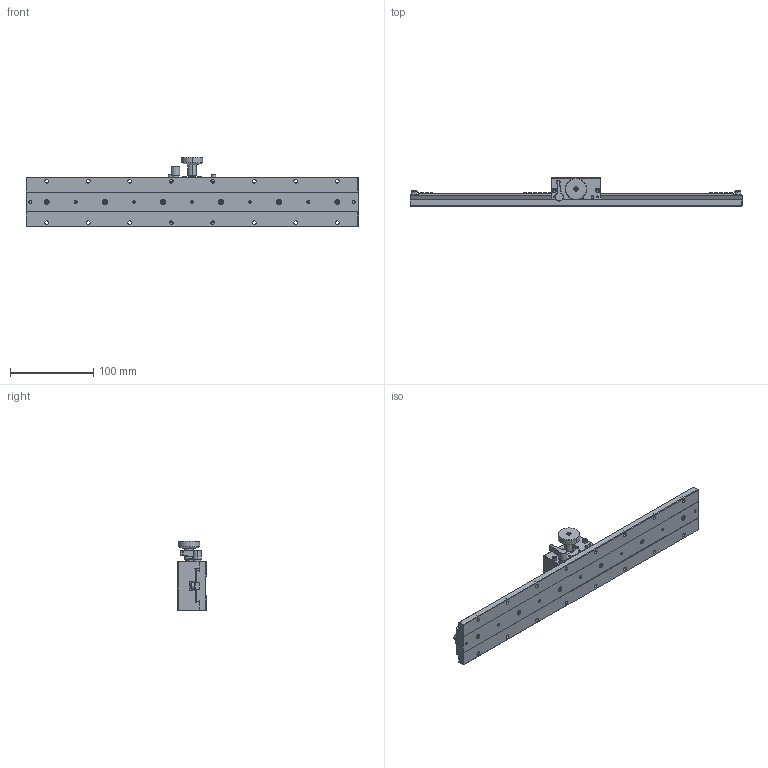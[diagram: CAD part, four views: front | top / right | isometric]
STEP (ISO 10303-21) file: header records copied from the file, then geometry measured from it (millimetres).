
FILE_DESCRIPTION (( 'STEP AP203' ), '1' );
FILE_NAME ('AD340C-60(AP203).STEP', '2020-10-29T07:53:30', ( 'China' ), ( 'Microsoft' ), 'SwSTEP 2.0', 'SolidWorks 2017', '' );
FILE_SCHEMA (( 'CONFIG_CONTROL_DESIGN' ));
Length unit declared in the file: millimetre
Products named in the file (1): AD340C-60(AP203)
Bounding box: 400 x 34 x 83.99 mm (x, y, z)
Surface area: 93158 mm2 (no closed solid volume)
Topology: 0 solids, 42 shells, 672 faces, 2066 edges, 1382 vertices
Faces by surface type: plane 436, cylinder 164, torus 36, cone 34, bspline 2
Entity records: 23080 total; most frequent: CARTESIAN_POINT 4421, DIRECTION 3924, ORIENTED_EDGE 3500, EDGE_CURVE 2044, VECTOR 1446, LINE 1446, VERTEX_POINT 1382, AXIS2_PLACEMENT_3D 1239
